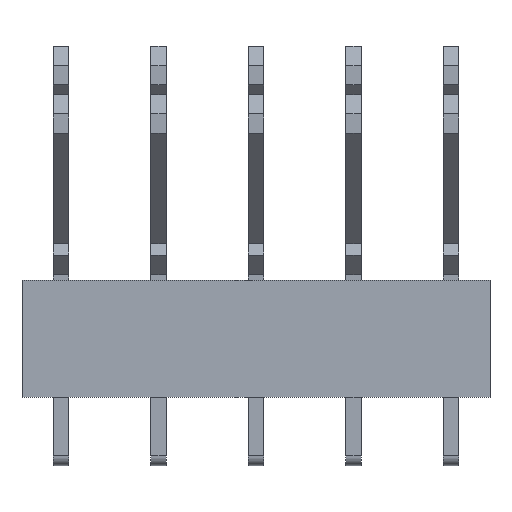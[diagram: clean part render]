
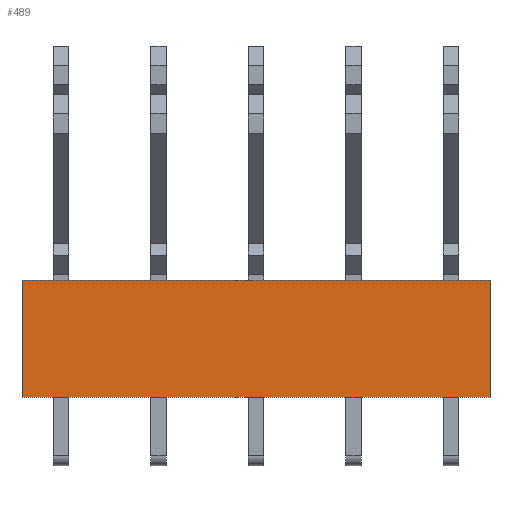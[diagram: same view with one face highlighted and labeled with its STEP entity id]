
A CAD part, front view. The second image highlights one B-rep face of the part: STEP entity #489.
In plain terms, the highlighted planar face has unit normal (0, -1, 0).
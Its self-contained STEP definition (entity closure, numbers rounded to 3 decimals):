
#476=AXIS2_PLACEMENT_3D('Plane Axis2P3D',#473,#474,#475) ;
#42=CARTESIAN_POINT('Vertex',(24.,5.212,3.5)) ;
#45=CARTESIAN_POINT('Line Origine',(12.,5.212,3.5)) ;
#49=CARTESIAN_POINT('Vertex',(0.,5.212,3.5)) ;
#416=CARTESIAN_POINT('Line Origine',(24.,5.212,6.5)) ;
#420=CARTESIAN_POINT('Vertex',(24.,5.212,9.5)) ;
#451=CARTESIAN_POINT('Vertex',(0.,5.212,9.5)) ;
#461=CARTESIAN_POINT('Line Origine',(0.,5.212,6.5)) ;
#473=CARTESIAN_POINT('Axis2P3D Location',(0.,5.212,9.5)) ;
#478=CARTESIAN_POINT('Line Origine',(12.,5.212,9.5)) ;
#46=DIRECTION('Vector Direction',(1.,0.,0.)) ;
#417=DIRECTION('Vector Direction',(0.,0.,-1.)) ;
#462=DIRECTION('Vector Direction',(0.,0.,-1.)) ;
#474=DIRECTION('Axis2P3D Direction',(0.,-1.,0.)) ;
#475=DIRECTION('Axis2P3D XDirection',(0.,0.,-1.)) ;
#479=DIRECTION('Vector Direction',(1.,0.,0.)) ;
#47=VECTOR('Line Direction',#46,1.) ;
#418=VECTOR('Line Direction',#417,1.) ;
#463=VECTOR('Line Direction',#462,1.) ;
#480=VECTOR('Line Direction',#479,1.) ;
#484=ORIENTED_EDGE('',*,*,#422,.T.) ;
#485=ORIENTED_EDGE('',*,*,#482,.F.) ;
#486=ORIENTED_EDGE('',*,*,#465,.F.) ;
#487=ORIENTED_EDGE('',*,*,#51,.T.) ;
#489=ADVANCED_FACE('_PCF 5.00/05/135 3.5 OR 9511820000',(#488),#477,.T.) ;
#51=EDGE_CURVE('',#50,#43,#48,.T.) ;
#422=EDGE_CURVE('',#43,#421,#419,.F.) ;
#465=EDGE_CURVE('',#50,#452,#464,.F.) ;
#482=EDGE_CURVE('',#452,#421,#481,.T.) ;
#483=EDGE_LOOP('',(#484,#485,#486,#487)) ;
#488=FACE_OUTER_BOUND('',#483,.T.) ;
#48=LINE('Line',#45,#47) ;
#419=LINE('Line',#416,#418) ;
#464=LINE('Line',#461,#463) ;
#481=LINE('Line',#478,#480) ;
#477=PLANE('',#476) ;
#43=VERTEX_POINT('',#42) ;
#50=VERTEX_POINT('',#49) ;
#421=VERTEX_POINT('',#420) ;
#452=VERTEX_POINT('',#451) ;
